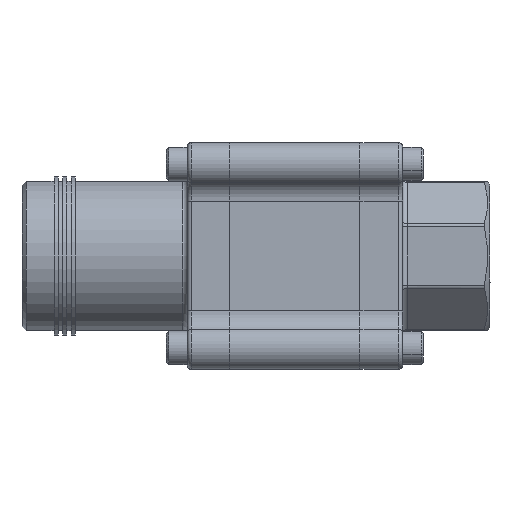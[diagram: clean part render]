
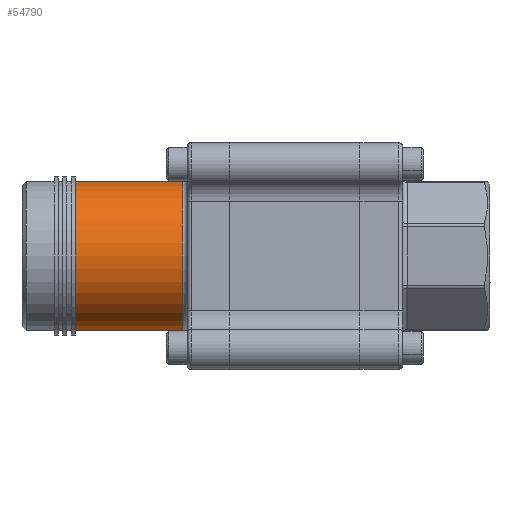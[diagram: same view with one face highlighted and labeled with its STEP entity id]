
A CAD part, front view. The second image highlights one B-rep face of the part: STEP entity #54790.
In plain terms, the highlighted cylindrical face has radius 17.5 mm (diameter 35 mm), a partial arc.
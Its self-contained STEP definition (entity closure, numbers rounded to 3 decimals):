
#311 = FACE_OUTER_BOUND ( 'NONE', #18847, .T. ) ;
#1949 = ORIENTED_EDGE ( 'NONE', *, *, #9194, .T. ) ;
#2451 = ORIENTED_EDGE ( 'NONE', *, *, #65924, .T. ) ;
#9194 = EDGE_CURVE ( 'NONE', #43365, #98893, #50174, .T. ) ;
#9366 = DIRECTION ( 'NONE',  ( 0., 0., -1. ) ) ;
#10394 = CARTESIAN_POINT ( 'NONE',  ( -26.2, 0., 0. ) ) ;
#12681 = DIRECTION ( 'NONE',  ( 1., 0., 0. ) ) ;
#14597 = CARTESIAN_POINT ( 'NONE',  ( -26.2, 0., 17.5 ) ) ;
#18847 = EDGE_LOOP ( 'NONE', ( #39400, #23504, #2451, #1949 ) ) ;
#22835 = DIRECTION ( 'NONE',  ( 1., 0., 0. ) ) ;
#23504 = ORIENTED_EDGE ( 'NONE', *, *, #38230, .T. ) ;
#24034 = VERTEX_POINT ( 'NONE', #98418 ) ;
#27806 = CARTESIAN_POINT ( 'NONE',  ( -25.2, 0., -17.5 ) ) ;
#30769 = CARTESIAN_POINT ( 'NONE',  ( -51.3, 0., 17.5 ) ) ;
#32556 = CARTESIAN_POINT ( 'NONE',  ( -25.2, 0., 0. ) ) ;
#33510 = EDGE_CURVE ( 'NONE', #75470, #98893, #42321, .T. ) ;
#35608 = AXIS2_PLACEMENT_3D ( 'NONE', #10394, #89575, #41156 ) ;
#38230 = EDGE_CURVE ( 'NONE', #75470, #24034, #40310, .T. ) ;
#39400 = ORIENTED_EDGE ( 'NONE', *, *, #33510, .F. ) ;
#40310 = CIRCLE ( 'NONE', #77368, 17.5 ) ;
#41156 = DIRECTION ( 'NONE',  ( 0., 0., 1. ) ) ;
#42321 = LINE ( 'NONE', #80198, #71089 ) ;
#43365 = VERTEX_POINT ( 'NONE', #71025 ) ;
#50174 = CIRCLE ( 'NONE', #35608, 17.5 ) ;
#50521 = LINE ( 'NONE', #27806, #87496 ) ;
#54790 = ADVANCED_FACE ( 'NONE', ( #311 ), #87048, .T. ) ;
#65924 = EDGE_CURVE ( 'NONE', #24034, #43365, #50521, .T. ) ;
#68743 = DIRECTION ( 'NONE',  ( 0., 0., -1. ) ) ;
#69434 = DIRECTION ( 'NONE',  ( 1., 0., 0. ) ) ;
#71025 = CARTESIAN_POINT ( 'NONE',  ( -26.2, 0., -17.5 ) ) ;
#71089 = VECTOR ( 'NONE', #87774, 1000. ) ;
#75470 = VERTEX_POINT ( 'NONE', #30769 ) ;
#77368 = AXIS2_PLACEMENT_3D ( 'NONE', #92458, #22835, #68743 ) ;
#80198 = CARTESIAN_POINT ( 'NONE',  ( -25.2, 0., 17.5 ) ) ;
#87048 = CYLINDRICAL_SURFACE ( 'NONE', #87557, 17.5 ) ;
#87496 = VECTOR ( 'NONE', #12681, 1000. ) ;
#87557 = AXIS2_PLACEMENT_3D ( 'NONE', #32556, #69434, #9366 ) ;
#87774 = DIRECTION ( 'NONE',  ( 1., 0., 0. ) ) ;
#89575 = DIRECTION ( 'NONE',  ( -1., 0., 0. ) ) ;
#92458 = CARTESIAN_POINT ( 'NONE',  ( -51.3, 0., 0. ) ) ;
#98418 = CARTESIAN_POINT ( 'NONE',  ( -51.3, 0., -17.5 ) ) ;
#98893 = VERTEX_POINT ( 'NONE', #14597 ) ;
